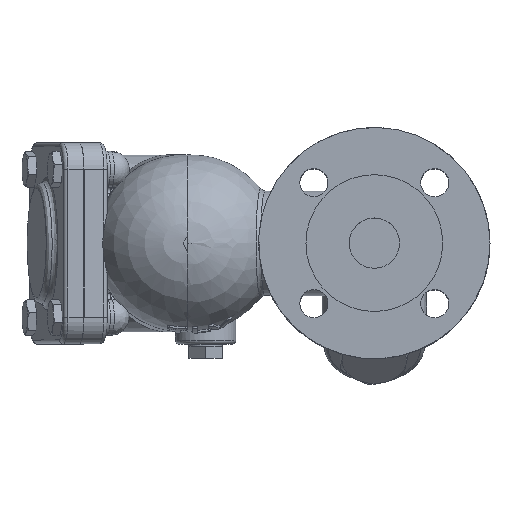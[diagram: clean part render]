
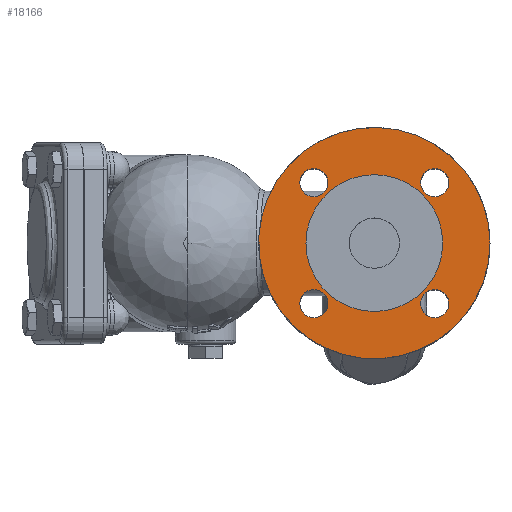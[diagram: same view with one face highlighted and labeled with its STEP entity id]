
A CAD part, top view. The second image highlights one B-rep face of the part: STEP entity #18166.
In plain terms, the highlighted planar face has unit normal (0, 0, 1).
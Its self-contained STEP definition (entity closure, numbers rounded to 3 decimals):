
#17960=CARTESIAN_POINT('',(30.052,-37.052,53.0));
#17961=VERTEX_POINT('',#17960);
#17962=CARTESIAN_POINT('',(30.052,-30.052,53.));
#17963=DIRECTION('',(0.0,0.0,-1.0));
#17964=DIRECTION('',(0.0,-1.0,0.0));
#17965=AXIS2_PLACEMENT_3D('',#17962,#17963,#17964);
#17966=CIRCLE('',#17965,7.);
#17967=EDGE_CURVE('',#17961,#17961,#17966,.T.);
#18001=CARTESIAN_POINT('',(-37.052,-30.052,53.0));
#18002=VERTEX_POINT('',#18001);
#18003=CARTESIAN_POINT('',(-30.052,-30.052,53.));
#18004=DIRECTION('',(0.0,0.0,-1.0));
#18005=DIRECTION('',(-1.0,0.0,0.0));
#18006=AXIS2_PLACEMENT_3D('',#18003,#18004,#18005);
#18007=CIRCLE('',#18006,7.);
#18008=EDGE_CURVE('',#18002,#18002,#18007,.T.);
#18042=CARTESIAN_POINT('',(-30.052,37.052,53.0));
#18043=VERTEX_POINT('',#18042);
#18044=CARTESIAN_POINT('',(-30.052,30.052,53.));
#18045=DIRECTION('',(0.0,0.0,-1.0));
#18046=DIRECTION('',(0.0,1.0,0.0));
#18047=AXIS2_PLACEMENT_3D('',#18044,#18045,#18046);
#18048=CIRCLE('',#18047,7.);
#18049=EDGE_CURVE('',#18043,#18043,#18048,.T.);
#18083=CARTESIAN_POINT('',(37.052,30.052,53.0));
#18084=VERTEX_POINT('',#18083);
#18085=CARTESIAN_POINT('',(30.052,30.052,53.));
#18086=DIRECTION('',(0.0,0.0,-1.0));
#18087=DIRECTION('',(1.0,0.0,0.0));
#18088=AXIS2_PLACEMENT_3D('',#18085,#18086,#18087);
#18089=CIRCLE('',#18088,7.);
#18090=EDGE_CURVE('',#18084,#18084,#18089,.T.);
#18112=CARTESIAN_POINT('',(34.0,0.,53.0));
#18113=VERTEX_POINT('',#18112);
#18114=CARTESIAN_POINT('',(0.0,0.0,53.0));
#18115=DIRECTION('',(0.0,0.0,1.0));
#18116=DIRECTION('',(-1.0,0.0,0.0));
#18117=AXIS2_PLACEMENT_3D('',#18114,#18115,#18116);
#18118=CIRCLE('',#18117,34.0);
#18119=EDGE_CURVE('',#18113,#18113,#18118,.T.);
#18135=CARTESIAN_POINT('',(0.0,0.0,53.0));
#18136=DIRECTION('',(0.0,0.0,-1.0));
#18137=DIRECTION('',(-1.0,0.0,0.0));
#18138=AXIS2_PLACEMENT_3D('',#18135,#18136,#18137);
#18139=PLANE('',#18138);
#18140=CARTESIAN_POINT('',(57.5,0.,53.0));
#18141=VERTEX_POINT('',#18140);
#18142=CARTESIAN_POINT('',(0.0,0.0,53.0));
#18143=DIRECTION('',(0.0,0.0,-1.0));
#18144=DIRECTION('',(-1.0,0.0,0.0));
#18145=AXIS2_PLACEMENT_3D('',#18142,#18143,#18144);
#18146=CIRCLE('',#18145,57.5);
#18147=EDGE_CURVE('',#18141,#18141,#18146,.T.);
#18148=ORIENTED_EDGE('',*,*,#18147,.F.);
#18149=EDGE_LOOP('',(#18148));
#18150=FACE_OUTER_BOUND('',#18149,.T.);
#18151=ORIENTED_EDGE('',*,*,#17967,.T.);
#18152=EDGE_LOOP('',(#18151));
#18153=FACE_BOUND('',#18152,.T.);
#18154=ORIENTED_EDGE('',*,*,#18008,.T.);
#18155=EDGE_LOOP('',(#18154));
#18156=FACE_BOUND('',#18155,.T.);
#18157=ORIENTED_EDGE('',*,*,#18049,.T.);
#18158=EDGE_LOOP('',(#18157));
#18159=FACE_BOUND('',#18158,.T.);
#18160=ORIENTED_EDGE('',*,*,#18090,.T.);
#18161=EDGE_LOOP('',(#18160));
#18162=FACE_BOUND('',#18161,.T.);
#18163=ORIENTED_EDGE('',*,*,#18119,.F.);
#18164=EDGE_LOOP('',(#18163));
#18165=FACE_BOUND('',#18164,.T.);
#18166=ADVANCED_FACE('',(#18150,#18153,#18156,#18159,#18162,#18165),#18139,.F.);
